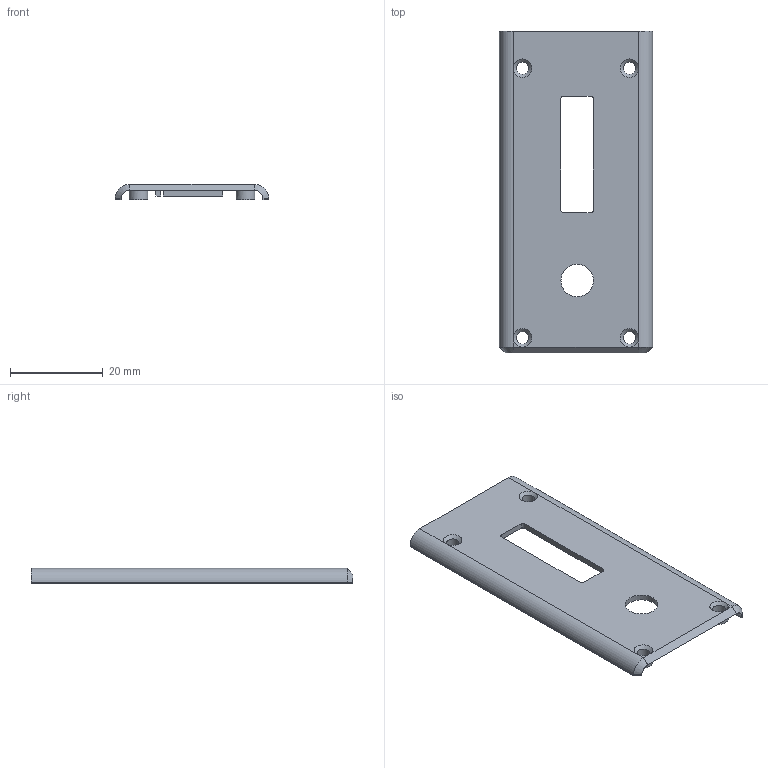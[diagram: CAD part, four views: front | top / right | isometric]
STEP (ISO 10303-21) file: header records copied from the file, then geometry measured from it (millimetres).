
FILE_DESCRIPTION(/* description */ (''),/* implementation_level */ '2;1');
FILE_NAME(/* name */ 'faceplate.stp',/* time_stamp */ '2024-07-14T01:02:26-07:00',/* author */ ('devan'),/* organization */ (''),/* preprocessor_version */ 'ST-DEVELOPER v20',/* originating_system */ 'Autodesk Inventor 2024',/* authorisation */ '');
FILE_SCHEMA (('AUTOMOTIVE_DESIGN { 1 0 10303 214 3 1 1 }'));
Length unit declared in the file: millimetre
Products named in the file (1): faceplate
Bounding box: 33 x 69.25 x 3.25 mm (x, y, z)
Volume: 2885.4 mm3; surface area: 5154.1 mm2
Topology: 1 solids, 1 shells, 65 faces, 169 edges, 106 vertices
Faces by surface type: plane 42, cylinder 17, cone 6
Full cylindrical faces by diameter (mm): 2.7 x4, 4 x4, 7 x1
Entity records: 2062 total; most frequent: CARTESIAN_POINT 379, DIRECTION 341, ORIENTED_EDGE 338, EDGE_CURVE 169, LINE 117, VECTOR 117, AXIS2_PLACEMENT_3D 112, VERTEX_POINT 106
